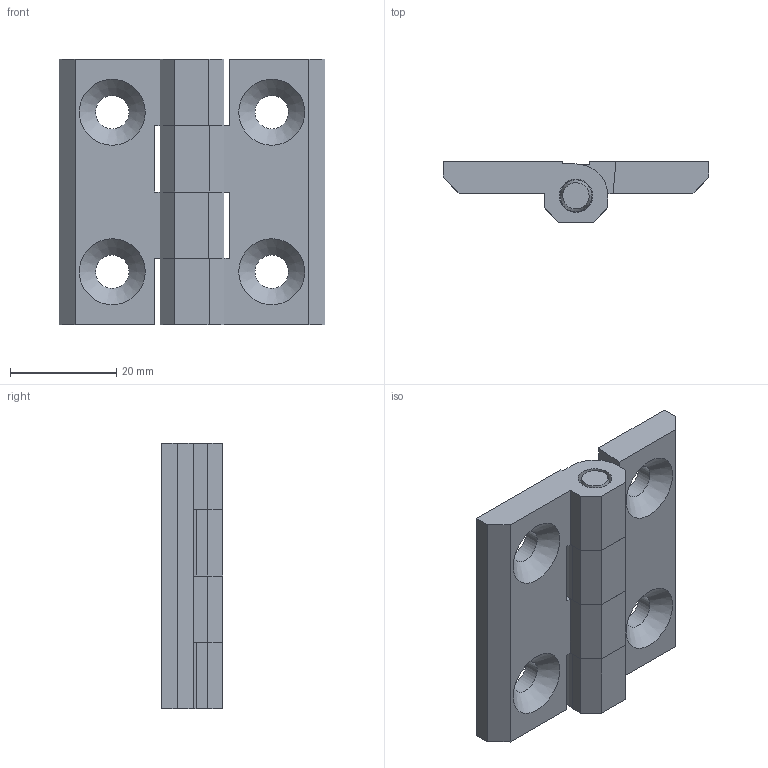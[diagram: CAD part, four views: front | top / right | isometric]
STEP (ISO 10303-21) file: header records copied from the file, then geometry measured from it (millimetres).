
FILE_DESCRIPTION( ( 'STEP AP203' ), '1' );
FILE_NAME( '199.M.F.3.step', '2007-01-18T14:21:14', ( ' ' ), ( ' ' ), 'XStep 1.0', ' ', ' ' );
FILE_SCHEMA( ( 'CONFIG_CONTROL_DESIGN' ) );
Length unit declared in the file: millimetre
Products named in the file (3): 1; 2; 3
Bounding box: 50 x 11.53 x 50 mm (x, y, z)
Volume: 15160.7 mm3; surface area: 9468.2 mm2
Topology: 3 solids, 3 shells, 290 faces, 754 edges, 488 vertices
Faces by surface type: plane 238, cylinder 31, extrusion 16, cone 5
Full cylindrical faces by diameter (mm): 5.95 x1, 6.1 x4, 6.3 x6
Entity records: 9307 total; most frequent: CARTESIAN_POINT 2322, ORIENTED_EDGE 1460, DIRECTION 1265, EDGE_CURVE 730, VECTOR 527, LINE 511, VERTEX_POINT 484, AXIS2_PLACEMENT_3D 369
